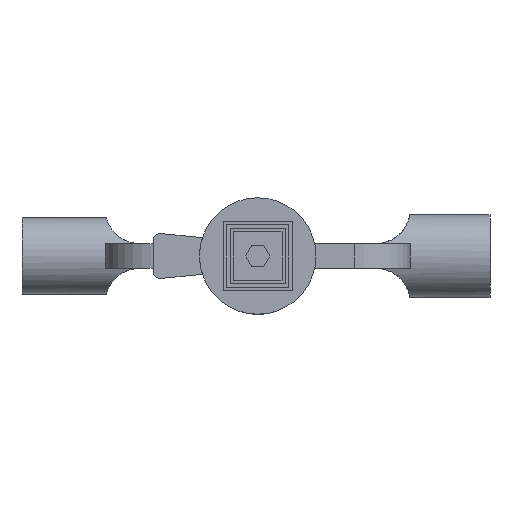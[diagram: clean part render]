
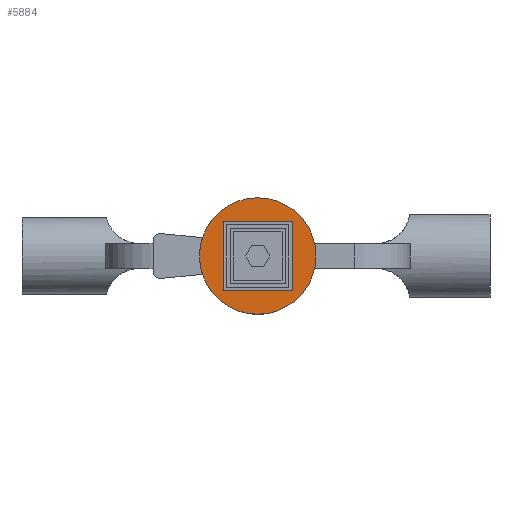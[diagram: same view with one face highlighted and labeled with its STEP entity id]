
A CAD part, front view. The second image highlights one B-rep face of the part: STEP entity #5884.
In plain terms, the highlighted planar face has unit normal (0, -1, 0).
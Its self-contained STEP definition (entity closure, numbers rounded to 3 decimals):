
#1835 = CARTESIAN_POINT ( 'NONE',  ( 0., 42.4, 0. ) ) ;
#2087 = VECTOR ( 'NONE', #21543, 1000. ) ;
#3569 = PLANE ( 'NONE',  #51093 ) ;
#3840 = ORIENTED_EDGE ( 'NONE', *, *, #46896, .T. ) ;
#5162 = CARTESIAN_POINT ( 'NONE',  ( -5., 42.4, -5. ) ) ;
#5384 = VERTEX_POINT ( 'NONE', #28452 ) ;
#5884 = ADVANCED_FACE ( 'NONE', ( #7361, #10655 ), #3569, .F. ) ;
#6747 = VECTOR ( 'NONE', #40565, 1000. ) ;
#7361 = FACE_OUTER_BOUND ( 'NONE', #28509, .T. ) ;
#8404 = ORIENTED_EDGE ( 'NONE', *, *, #44516, .T. ) ;
#8841 = DIRECTION ( 'NONE',  ( -1., 0., 0. ) ) ;
#10107 = CARTESIAN_POINT ( 'NONE',  ( 5., 42.4, 5. ) ) ;
#10655 = FACE_BOUND ( 'NONE', #17225, .T. ) ;
#10745 = LINE ( 'NONE', #21728, #2087 ) ;
#10828 = VECTOR ( 'NONE', #13865, 1000. ) ;
#12120 = LINE ( 'NONE', #13247, #44580 ) ;
#13227 = ORIENTED_EDGE ( 'NONE', *, *, #17829, .T. ) ;
#13247 = CARTESIAN_POINT ( 'NONE',  ( -5., 42.4, -5. ) ) ;
#13865 = DIRECTION ( 'NONE',  ( 0., 0., 1. ) ) ;
#14110 = CIRCLE ( 'NONE', #50056, 8.4 ) ;
#14820 = LINE ( 'NONE', #5162, #10828 ) ;
#16185 = CARTESIAN_POINT ( 'NONE',  ( 5., 42.4, -5. ) ) ;
#17225 = EDGE_LOOP ( 'NONE', ( #3840, #23917, #13227, #8404 ) ) ;
#17829 = EDGE_CURVE ( 'NONE', #43448, #41740, #12120, .T. ) ;
#19127 = EDGE_CURVE ( 'NONE', #47325, #47325, #14110, .T. ) ;
#19953 = ORIENTED_EDGE ( 'NONE', *, *, #19127, .F. ) ;
#21543 = DIRECTION ( 'NONE',  ( 0., 0., -1. ) ) ;
#21600 = CARTESIAN_POINT ( 'NONE',  ( -5., 42.4, -5. ) ) ;
#21728 = CARTESIAN_POINT ( 'NONE',  ( 5., 42.4, -5. ) ) ;
#22661 = VERTEX_POINT ( 'NONE', #10107 ) ;
#23487 = DIRECTION ( 'NONE',  ( 0., 0., 1. ) ) ;
#23917 = ORIENTED_EDGE ( 'NONE', *, *, #40985, .T. ) ;
#28452 = CARTESIAN_POINT ( 'NONE',  ( -5., 42.4, 5. ) ) ;
#28509 = EDGE_LOOP ( 'NONE', ( #19953 ) ) ;
#31508 = DIRECTION ( 'NONE',  ( 0., 1., 0. ) ) ;
#32225 = CARTESIAN_POINT ( 'NONE',  ( -5., 42.4, 5. ) ) ;
#33651 = CARTESIAN_POINT ( 'NONE',  ( 0., 42.4, 8.4 ) ) ;
#36517 = LINE ( 'NONE', #32225, #6747 ) ;
#40565 = DIRECTION ( 'NONE',  ( 1., 0., 0. ) ) ;
#40985 = EDGE_CURVE ( 'NONE', #22661, #43448, #10745, .T. ) ;
#41712 = CARTESIAN_POINT ( 'NONE',  ( 0., 42.4, 0. ) ) ;
#41740 = VERTEX_POINT ( 'NONE', #21600 ) ;
#43448 = VERTEX_POINT ( 'NONE', #16185 ) ;
#44516 = EDGE_CURVE ( 'NONE', #41740, #5384, #14820, .T. ) ;
#44580 = VECTOR ( 'NONE', #8841, 1000. ) ;
#45603 = DIRECTION ( 'NONE',  ( 0., 0., 1. ) ) ;
#45782 = DIRECTION ( 'NONE',  ( 0., 1., 0. ) ) ;
#46896 = EDGE_CURVE ( 'NONE', #5384, #22661, #36517, .T. ) ;
#47325 = VERTEX_POINT ( 'NONE', #33651 ) ;
#50056 = AXIS2_PLACEMENT_3D ( 'NONE', #1835, #31508, #23487 ) ;
#51093 = AXIS2_PLACEMENT_3D ( 'NONE', #41712, #45782, #45603 ) ;
